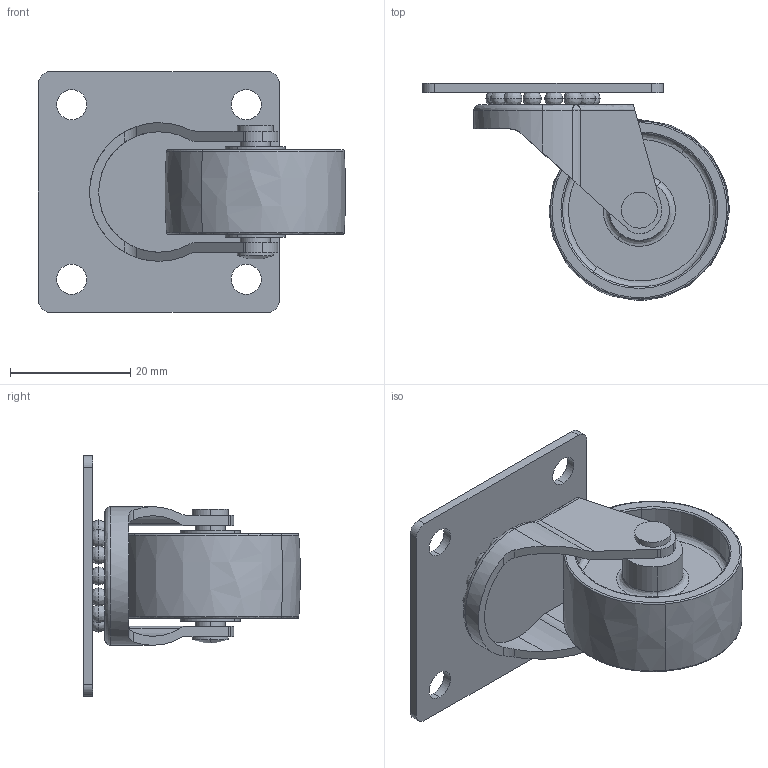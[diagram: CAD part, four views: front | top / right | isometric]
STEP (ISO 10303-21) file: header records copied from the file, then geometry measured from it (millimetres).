
FILE_DESCRIPTION (( 'STEP AP214' ), '1' );
FILE_NAME ('0010764.step', '2021-09-10T07:56:06', ( 'Windows-Benutzer' ), ( '' ), 'SwSTEP 2.0', 'SolidWorks 2020', '' );
FILE_SCHEMA (( 'AUTOMOTIVE_DESIGN' ));
Length unit declared in the file: millimetre
Products named in the file (1): 0010764
Bounding box: 50.97 x 36 x 40 mm (x, y, z)
Volume: 9629.9 mm3; surface area: 10588.4 mm2
Topology: 17 solids, 17 shells, 143 faces, 350 edges, 194 vertices
Faces by surface type: bspline 60, cylinder 53, plane 28, cone 2
Entity records: 7377 total; most frequent: CARTESIAN_POINT 2758, ORIENTED_EDGE 586, DIRECTION 571, EDGE_CURVE 293, AXIS2_PLACEMENT_3D 241, VERTEX_POINT 194, EDGE_LOOP 165, UNCERTAINTY_MEASURE_WITH_UNIT 162
